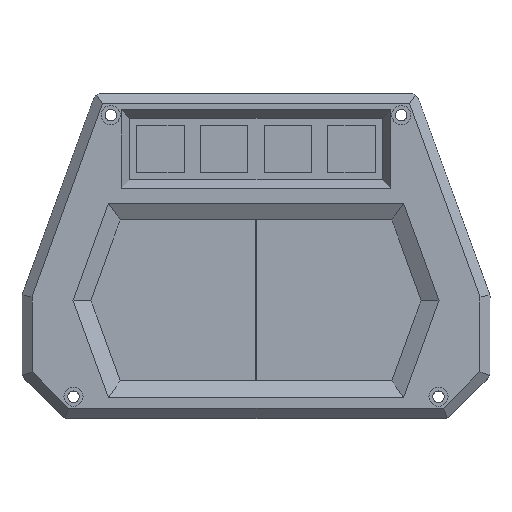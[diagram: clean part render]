
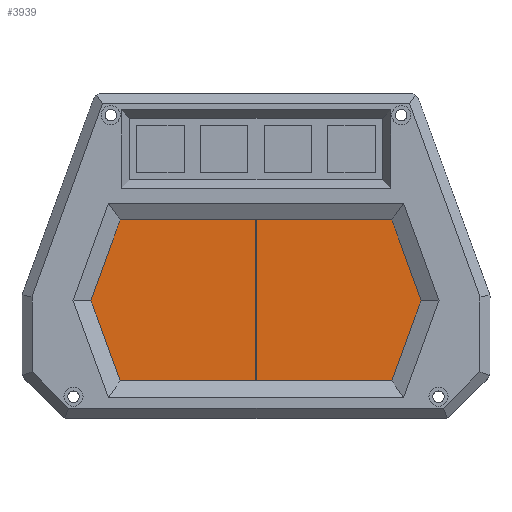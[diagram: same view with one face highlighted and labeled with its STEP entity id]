
A CAD part, top view. The second image highlights one B-rep face of the part: STEP entity #3939.
In plain terms, the highlighted planar face has unit normal (0, 0, 1).
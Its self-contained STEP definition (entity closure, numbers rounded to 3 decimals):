
#77=FACE_BOUND('',#641,.T.);
#78=FACE_BOUND('',#642,.T.);
#200=PLANE('',#4238);
#392=FACE_OUTER_BOUND('',#640,.T.);
#640=EDGE_LOOP('',(#3383,#3384,#3385,#3386,#3387,#3388,#3389,#3390,#3391,
#3392,#3393,#3394));
#641=EDGE_LOOP('',(#3395));
#642=EDGE_LOOP('',(#3396));
#1009=LINE('',#6148,#1451);
#1013=LINE('',#6156,#1455);
#1016=LINE('',#6162,#1458);
#1019=LINE('',#6168,#1461);
#1022=LINE('',#6174,#1464);
#1027=LINE('',#6192,#1469);
#1029=LINE('',#6196,#1471);
#1031=LINE('',#6200,#1473);
#1033=LINE('',#6204,#1475);
#1036=LINE('',#6210,#1478);
#1039=LINE('',#6215,#1481);
#1040=LINE('',#6216,#1482);
#1451=VECTOR('',#5022,10.);
#1455=VECTOR('',#5028,10.);
#1458=VECTOR('',#5033,10.);
#1461=VECTOR('',#5038,10.);
#1464=VECTOR('',#5043,10.);
#1469=VECTOR('',#5062,10.);
#1471=VECTOR('',#5066,10.);
#1473=VECTOR('',#5070,10.);
#1475=VECTOR('',#5074,10.);
#1478=VECTOR('',#5079,10.);
#1481=VECTOR('',#5084,10.);
#1482=VECTOR('',#5085,10.);
#1684=CIRCLE('',#4227,1.7);
#1686=CIRCLE('',#4230,1.7);
#1946=VERTEX_POINT('',#6145);
#1947=VERTEX_POINT('',#6147);
#1950=VERTEX_POINT('',#6154);
#1952=VERTEX_POINT('',#6160);
#1954=VERTEX_POINT('',#6166);
#1956=VERTEX_POINT('',#6172);
#1957=VERTEX_POINT('',#6177);
#1959=VERTEX_POINT('',#6183);
#1961=VERTEX_POINT('',#6189);
#1962=VERTEX_POINT('',#6191);
#1963=VERTEX_POINT('',#6195);
#1964=VERTEX_POINT('',#6199);
#1965=VERTEX_POINT('',#6203);
#1967=VERTEX_POINT('',#6209);
#2428=EDGE_CURVE('',#1947,#1946,#1009,.T.);
#2432=EDGE_CURVE('',#1946,#1950,#1013,.T.);
#2435=EDGE_CURVE('',#1950,#1952,#1016,.T.);
#2438=EDGE_CURVE('',#1952,#1954,#1019,.T.);
#2441=EDGE_CURVE('',#1954,#1956,#1022,.T.);
#2443=EDGE_CURVE('',#1957,#1957,#1684,.T.);
#2446=EDGE_CURVE('',#1959,#1959,#1686,.T.);
#2450=EDGE_CURVE('',#1962,#1961,#1027,.T.);
#2452=EDGE_CURVE('',#1963,#1962,#1029,.T.);
#2454=EDGE_CURVE('',#1964,#1963,#1031,.T.);
#2456=EDGE_CURVE('',#1965,#1947,#1033,.T.);
#2459=EDGE_CURVE('',#1967,#1965,#1036,.T.);
#2462=EDGE_CURVE('',#1961,#1967,#1039,.T.);
#2463=EDGE_CURVE('',#1956,#1964,#1040,.T.);
#3383=ORIENTED_EDGE('',*,*,#2462,.T.);
#3384=ORIENTED_EDGE('',*,*,#2459,.T.);
#3385=ORIENTED_EDGE('',*,*,#2456,.T.);
#3386=ORIENTED_EDGE('',*,*,#2428,.T.);
#3387=ORIENTED_EDGE('',*,*,#2432,.T.);
#3388=ORIENTED_EDGE('',*,*,#2435,.T.);
#3389=ORIENTED_EDGE('',*,*,#2438,.T.);
#3390=ORIENTED_EDGE('',*,*,#2441,.T.);
#3391=ORIENTED_EDGE('',*,*,#2463,.T.);
#3392=ORIENTED_EDGE('',*,*,#2454,.T.);
#3393=ORIENTED_EDGE('',*,*,#2452,.T.);
#3394=ORIENTED_EDGE('',*,*,#2450,.T.);
#3395=ORIENTED_EDGE('',*,*,#2446,.T.);
#3396=ORIENTED_EDGE('',*,*,#2443,.T.);
#3939=ADVANCED_FACE('',(#392,#77,#78),#200,.T.);
#4227=AXIS2_PLACEMENT_3D('',#6178,#5047,#5048);
#4230=AXIS2_PLACEMENT_3D('',#6184,#5054,#5055);
#4238=AXIS2_PLACEMENT_3D('',#6218,#5087,#5088);
#5022=DIRECTION('',(0.707,-0.707,0.));
#5028=DIRECTION('',(1.,0.,0.));
#5033=DIRECTION('',(0.707,0.707,0.));
#5038=DIRECTION('',(0.,1.,0.));
#5043=DIRECTION('',(-0.342,0.94,0.));
#5047=DIRECTION('center_axis',(0.,0.,-1.));
#5048=DIRECTION('ref_axis',(1.,0.,0.));
#5054=DIRECTION('center_axis',(0.,0.,-1.));
#5055=DIRECTION('ref_axis',(1.,0.,0.));
#5062=DIRECTION('',(0.,1.,0.));
#5066=DIRECTION('',(-1.,0.,0.));
#5070=DIRECTION('',(0.,-1.,0.));
#5074=DIRECTION('',(0.,-1.,0.));
#5079=DIRECTION('',(-0.342,-0.94,0.));
#5084=DIRECTION('',(-1.,0.,0.));
#5085=DIRECTION('',(-1.,0.,0.));
#5087=DIRECTION('center_axis',(0.,0.,1.));
#5088=DIRECTION('ref_axis',(1.,0.,0.));
#6145=CARTESIAN_POINT('',(0.083,0.2,3.8));
#6147=CARTESIAN_POINT('',(-10.407,10.689,3.8));
#6148=CARTESIAN_POINT('',(-10.407,10.689,3.8));
#6154=CARTESIAN_POINT('',(111.224,0.2,3.8));
#6156=CARTESIAN_POINT('',(0.083,0.2,3.8));
#6160=CARTESIAN_POINT('',(121.713,10.689,3.8));
#6162=CARTESIAN_POINT('',(111.224,0.2,3.8));
#6166=CARTESIAN_POINT('',(121.713,32.604,3.8));
#6168=CARTESIAN_POINT('',(121.713,10.689,3.8));
#6172=CARTESIAN_POINT('',(112.576,57.707,3.8));
#6174=CARTESIAN_POINT('',(121.713,32.604,3.8));
#6177=CARTESIAN_POINT('',(-0.457,3.,3.8));
#6178=CARTESIAN_POINT('Origin',(1.243,3.,3.8));
#6183=CARTESIAN_POINT('',(108.364,3.,3.8));
#6184=CARTESIAN_POINT('Origin',(110.064,3.,3.8));
#6189=CARTESIAN_POINT('',(55.648,57.707,3.8));
#6191=CARTESIAN_POINT('',(55.648,4.707,3.8));
#6192=CARTESIAN_POINT('',(55.648,57.707,3.8));
#6195=CARTESIAN_POINT('',(55.658,4.707,3.8));
#6196=CARTESIAN_POINT('',(55.648,4.707,3.8));
#6199=CARTESIAN_POINT('',(55.658,57.707,3.8));
#6200=CARTESIAN_POINT('',(55.658,4.707,3.8));
#6203=CARTESIAN_POINT('',(-10.407,32.604,3.8));
#6204=CARTESIAN_POINT('',(-10.407,32.604,3.8));
#6209=CARTESIAN_POINT('',(-1.27,57.707,3.8));
#6210=CARTESIAN_POINT('',(-1.27,57.707,3.8));
#6215=CARTESIAN_POINT('',(112.576,57.707,3.8));
#6216=CARTESIAN_POINT('',(112.576,57.707,3.8));
#6218=CARTESIAN_POINT('Origin',(55.653,28.953,3.8));
